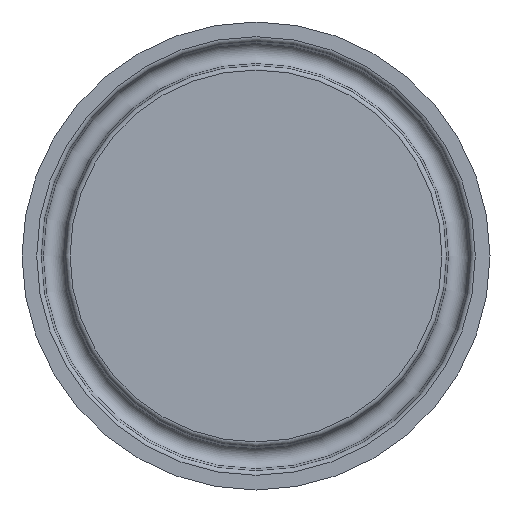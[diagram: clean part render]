
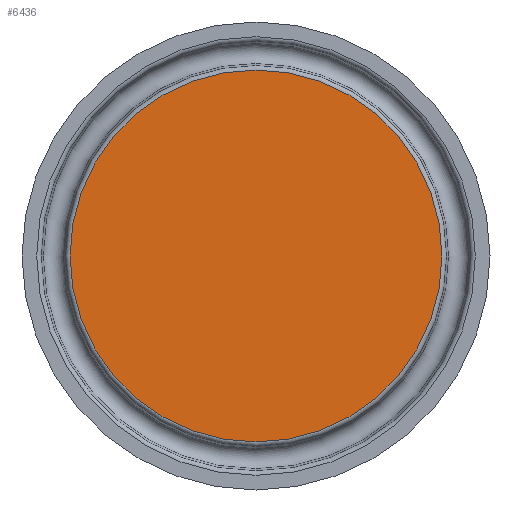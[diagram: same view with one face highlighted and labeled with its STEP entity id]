
A CAD part, left-side view. The second image highlights one B-rep face of the part: STEP entity #6436.
In plain terms, the highlighted planar face has unit normal (-1, 0, 0).
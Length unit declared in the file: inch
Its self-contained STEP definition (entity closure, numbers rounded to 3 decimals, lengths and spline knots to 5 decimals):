
#24=CIRCLE('',#6629,0.78834);
#579=FACE_OUTER_BOUND('',#964,.T.);
#964=EDGE_LOOP('',(#5878));
#3102=VERTEX_POINT('',#12131);
#4030=EDGE_CURVE('',#3102,#3102,#24,.T.);
#5878=ORIENTED_EDGE('',*,*,#4030,.F.);
#6069=PLANE('',#6628);
#6436=ADVANCED_FACE('',(#579),#6069,.T.);
#6628=AXIS2_PLACEMENT_3D('',#12130,#7597,#7598);
#6629=AXIS2_PLACEMENT_3D('',#12132,#7599,#7600);
#7597=DIRECTION('center_axis',(-1.,0.,0.));
#7598=DIRECTION('ref_axis',(0.,0.,1.));
#7599=DIRECTION('center_axis',(1.,0.,0.));
#7600=DIRECTION('ref_axis',(0.,1.,0.));
#12130=CARTESIAN_POINT('Origin',(0.,0.39417,
0.));
#12131=CARTESIAN_POINT('',(0.,0.78834,0.));
#12132=CARTESIAN_POINT('Origin',(0.,0.,0.));
